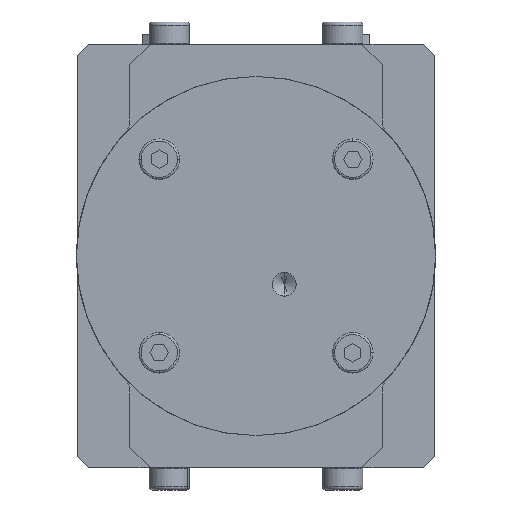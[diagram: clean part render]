
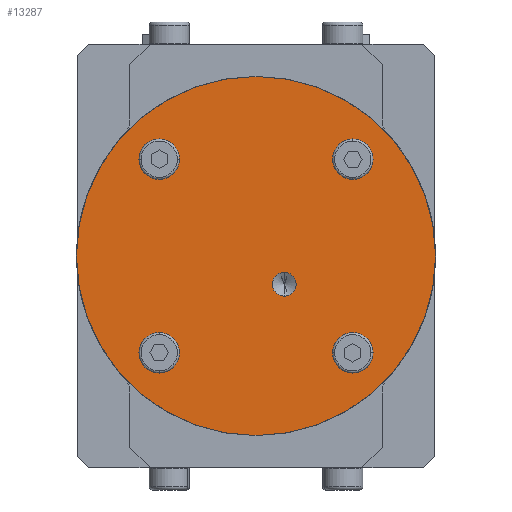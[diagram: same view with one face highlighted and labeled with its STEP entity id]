
A CAD part, front view. The second image highlights one B-rep face of the part: STEP entity #13287.
In plain terms, the highlighted face is planar.
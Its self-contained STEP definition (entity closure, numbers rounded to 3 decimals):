
#17 = AXIS2_PLACEMENT_3D ( 'NONE', #13310, #706, #5613 ) ;
#275 = CARTESIAN_POINT ( 'NONE',  ( -48., 48., 0. ) ) ;
#313 = DIRECTION ( 'NONE',  ( 1., 0., 0. ) ) ;
#446 = DIRECTION ( 'NONE',  ( 0., 0., -1. ) ) ;
#706 = DIRECTION ( 'NONE',  ( 0., 0., -1. ) ) ;
#707 = CIRCLE ( 'NONE', #9045, 5.9 ) ;
#772 = CIRCLE ( 'NONE', #15118, 89. ) ;
#982 = ORIENTED_EDGE ( 'NONE', *, *, #7221, .F. ) ;
#1091 = VERTEX_POINT ( 'NONE', #11652 ) ;
#1215 = CARTESIAN_POINT ( 'NONE',  ( -55.75, -48., 0. ) ) ;
#1258 = DIRECTION ( 'NONE',  ( -1., 0., 0. ) ) ;
#1512 = AXIS2_PLACEMENT_3D ( 'NONE', #12616, #5094, #1258 ) ;
#1535 = DIRECTION ( 'NONE',  ( 0., 0., -1. ) ) ;
#1546 = DIRECTION ( 'NONE',  ( 0., 0., -1. ) ) ;
#1549 = FACE_BOUND ( 'NONE', #11518, .T. ) ;
#1555 = CARTESIAN_POINT ( 'NONE',  ( -14., 14., 0. ) ) ;
#2018 = FACE_BOUND ( 'NONE', #6224, .T. ) ;
#2053 = DIRECTION ( 'NONE',  ( 1., 0., 0. ) ) ;
#2071 = CIRCLE ( 'NONE', #13814, 89. ) ;
#2116 = VERTEX_POINT ( 'NONE', #12412 ) ;
#2269 = CARTESIAN_POINT ( 'NONE',  ( -40.25, 48., 0. ) ) ;
#2766 = CARTESIAN_POINT ( 'NONE',  ( -48., -48., 0. ) ) ;
#2770 = FACE_BOUND ( 'NONE', #5628, .T. ) ;
#3009 = EDGE_LOOP ( 'NONE', ( #12182, #13931 ) ) ;
#3118 = DIRECTION ( 'NONE',  ( 1., 0., 0. ) ) ;
#3237 = DIRECTION ( 'NONE',  ( 0., 0., 1. ) ) ;
#3342 = CARTESIAN_POINT ( 'NONE',  ( 0., 0., 0. ) ) ;
#3862 = ORIENTED_EDGE ( 'NONE', *, *, #8502, .T. ) ;
#3918 = FACE_OUTER_BOUND ( 'NONE', #3009, .T. ) ;
#4169 = CARTESIAN_POINT ( 'NONE',  ( -40.25, -48., 0. ) ) ;
#4418 = EDGE_CURVE ( 'NONE', #8850, #8045, #5759, .T. ) ;
#4422 = VERTEX_POINT ( 'NONE', #2269 ) ;
#4740 = EDGE_CURVE ( 'NONE', #4422, #14346, #12829, .T. ) ;
#5094 = DIRECTION ( 'NONE',  ( 0., 0., 1. ) ) ;
#5131 = EDGE_CURVE ( 'NONE', #6673, #15282, #10198, .T. ) ;
#5184 = DIRECTION ( 'NONE',  ( 1., 0., 0. ) ) ;
#5269 = CARTESIAN_POINT ( 'NONE',  ( 48., 48., 0. ) ) ;
#5488 = ORIENTED_EDGE ( 'NONE', *, *, #13453, .T. ) ;
#5509 = DIRECTION ( 'NONE',  ( 0., 0., -1. ) ) ;
#5613 = DIRECTION ( 'NONE',  ( -1., 0., 0. ) ) ;
#5628 = EDGE_LOOP ( 'NONE', ( #12776, #5766 ) ) ;
#5685 = AXIS2_PLACEMENT_3D ( 'NONE', #5269, #446, #10413 ) ;
#5687 = FACE_BOUND ( 'NONE', #11887, .T. ) ;
#5759 = CIRCLE ( 'NONE', #7581, 7.75 ) ;
#5766 = ORIENTED_EDGE ( 'NONE', *, *, #9349, .F. ) ;
#5767 = CARTESIAN_POINT ( 'NONE',  ( -48., 48., 0. ) ) ;
#5873 = CARTESIAN_POINT ( 'NONE',  ( -55.75, 48., 0. ) ) ;
#5992 = CARTESIAN_POINT ( 'NONE',  ( -8.1, 14., 0. ) ) ;
#6224 = EDGE_LOOP ( 'NONE', ( #9021, #12892 ) ) ;
#6417 = CARTESIAN_POINT ( 'NONE',  ( -48., -48., 0. ) ) ;
#6514 = DIRECTION ( 'NONE',  ( 1., 0., 0. ) ) ;
#6526 = DIRECTION ( 'NONE',  ( 0., 0., -1. ) ) ;
#6673 = VERTEX_POINT ( 'NONE', #1215 ) ;
#6755 = CIRCLE ( 'NONE', #13789, 7.75 ) ;
#7164 = ORIENTED_EDGE ( 'NONE', *, *, #12934, .F. ) ;
#7221 = EDGE_CURVE ( 'NONE', #7511, #15006, #10536, .T. ) ;
#7502 = VERTEX_POINT ( 'NONE', #5992 ) ;
#7511 = VERTEX_POINT ( 'NONE', #11215 ) ;
#7581 = AXIS2_PLACEMENT_3D ( 'NONE', #16081, #15996, #13477 ) ;
#8045 = VERTEX_POINT ( 'NONE', #14372 ) ;
#8207 = FACE_BOUND ( 'NONE', #8765, .T. ) ;
#8378 = AXIS2_PLACEMENT_3D ( 'NONE', #5767, #10743, #14525 ) ;
#8419 = CARTESIAN_POINT ( 'NONE',  ( 55.75, 48., 0. ) ) ;
#8502 = EDGE_CURVE ( 'NONE', #8045, #8850, #12747, .T. ) ;
#8765 = EDGE_LOOP ( 'NONE', ( #3862, #14764 ) ) ;
#8850 = VERTEX_POINT ( 'NONE', #10631 ) ;
#8891 = ORIENTED_EDGE ( 'NONE', *, *, #4740, .T. ) ;
#9021 = ORIENTED_EDGE ( 'NONE', *, *, #11014, .F. ) ;
#9045 = AXIS2_PLACEMENT_3D ( 'NONE', #1555, #6526, #15132 ) ;
#9164 = EDGE_CURVE ( 'NONE', #15239, #1091, #2071, .T. ) ;
#9349 = EDGE_CURVE ( 'NONE', #15282, #6673, #6755, .T. ) ;
#9751 = AXIS2_PLACEMENT_3D ( 'NONE', #10407, #5509, #12634 ) ;
#9887 = CIRCLE ( 'NONE', #13806, 7.75 ) ;
#10198 = CIRCLE ( 'NONE', #14155, 7.75 ) ;
#10360 = CIRCLE ( 'NONE', #5685, 7.75 ) ;
#10407 = CARTESIAN_POINT ( 'NONE',  ( 48., 48., 0. ) ) ;
#10413 = DIRECTION ( 'NONE',  ( -1., 0., 0. ) ) ;
#10536 = CIRCLE ( 'NONE', #9751, 7.75 ) ;
#10542 = CARTESIAN_POINT ( 'NONE',  ( 0., 0., 0. ) ) ;
#10631 = CARTESIAN_POINT ( 'NONE',  ( 55.75, -48., 0. ) ) ;
#10696 = DIRECTION ( 'NONE',  ( 0., 0., 1. ) ) ;
#10743 = DIRECTION ( 'NONE',  ( 0., 0., 1. ) ) ;
#11014 = EDGE_CURVE ( 'NONE', #2116, #7502, #707, .T. ) ;
#11215 = CARTESIAN_POINT ( 'NONE',  ( 40.25, 48., 0. ) ) ;
#11259 = DIRECTION ( 'NONE',  ( 1., 0., 0. ) ) ;
#11385 = DIRECTION ( 'NONE',  ( 0., 0., 1. ) ) ;
#11518 = EDGE_LOOP ( 'NONE', ( #5488, #8891 ) ) ;
#11652 = CARTESIAN_POINT ( 'NONE',  ( 89., 0., 0. ) ) ;
#11887 = EDGE_LOOP ( 'NONE', ( #982, #7164 ) ) ;
#11905 = PLANE ( 'NONE',  #14848 ) ;
#12182 = ORIENTED_EDGE ( 'NONE', *, *, #9164, .F. ) ;
#12279 = CIRCLE ( 'NONE', #17, 5.9 ) ;
#12412 = CARTESIAN_POINT ( 'NONE',  ( -19.9, 14., 0. ) ) ;
#12616 = CARTESIAN_POINT ( 'NONE',  ( 48., -48., 0. ) ) ;
#12634 = DIRECTION ( 'NONE',  ( -1., 0., 0. ) ) ;
#12747 = CIRCLE ( 'NONE', #1512, 7.75 ) ;
#12776 = ORIENTED_EDGE ( 'NONE', *, *, #5131, .F. ) ;
#12829 = CIRCLE ( 'NONE', #8378, 7.75 ) ;
#12892 = ORIENTED_EDGE ( 'NONE', *, *, #14643, .F. ) ;
#12934 = EDGE_CURVE ( 'NONE', #15006, #7511, #10360, .T. ) ;
#12944 = DIRECTION ( 'NONE',  ( 0., 0., 1. ) ) ;
#13135 = CARTESIAN_POINT ( 'NONE',  ( -67.415, -72.5, 0. ) ) ;
#13287 = ADVANCED_FACE ( 'NONE', ( #1549, #5687, #2018, #3918, #2770, #8207 ), #11905, .F. ) ;
#13310 = CARTESIAN_POINT ( 'NONE',  ( -14., 14., 0. ) ) ;
#13453 = EDGE_CURVE ( 'NONE', #14346, #4422, #9887, .T. ) ;
#13477 = DIRECTION ( 'NONE',  ( -1., 0., 0. ) ) ;
#13789 = AXIS2_PLACEMENT_3D ( 'NONE', #6417, #1535, #11259 ) ;
#13806 = AXIS2_PLACEMENT_3D ( 'NONE', #275, #11385, #5184 ) ;
#13814 = AXIS2_PLACEMENT_3D ( 'NONE', #3342, #10696, #2053 ) ;
#13872 = EDGE_CURVE ( 'NONE', #1091, #15239, #772, .T. ) ;
#13931 = ORIENTED_EDGE ( 'NONE', *, *, #13872, .F. ) ;
#13987 = CARTESIAN_POINT ( 'NONE',  ( -89., 0., 0. ) ) ;
#14155 = AXIS2_PLACEMENT_3D ( 'NONE', #2766, #1546, #6514 ) ;
#14346 = VERTEX_POINT ( 'NONE', #5873 ) ;
#14372 = CARTESIAN_POINT ( 'NONE',  ( 40.25, -48., 0. ) ) ;
#14525 = DIRECTION ( 'NONE',  ( 1., 0., 0. ) ) ;
#14643 = EDGE_CURVE ( 'NONE', #7502, #2116, #12279, .T. ) ;
#14764 = ORIENTED_EDGE ( 'NONE', *, *, #4418, .T. ) ;
#14848 = AXIS2_PLACEMENT_3D ( 'NONE', #13135, #3237, #313 ) ;
#15006 = VERTEX_POINT ( 'NONE', #8419 ) ;
#15118 = AXIS2_PLACEMENT_3D ( 'NONE', #10542, #12944, #3118 ) ;
#15132 = DIRECTION ( 'NONE',  ( -1., 0., 0. ) ) ;
#15239 = VERTEX_POINT ( 'NONE', #13987 ) ;
#15282 = VERTEX_POINT ( 'NONE', #4169 ) ;
#15996 = DIRECTION ( 'NONE',  ( 0., 0., 1. ) ) ;
#16081 = CARTESIAN_POINT ( 'NONE',  ( 48., -48., 0. ) ) ;
